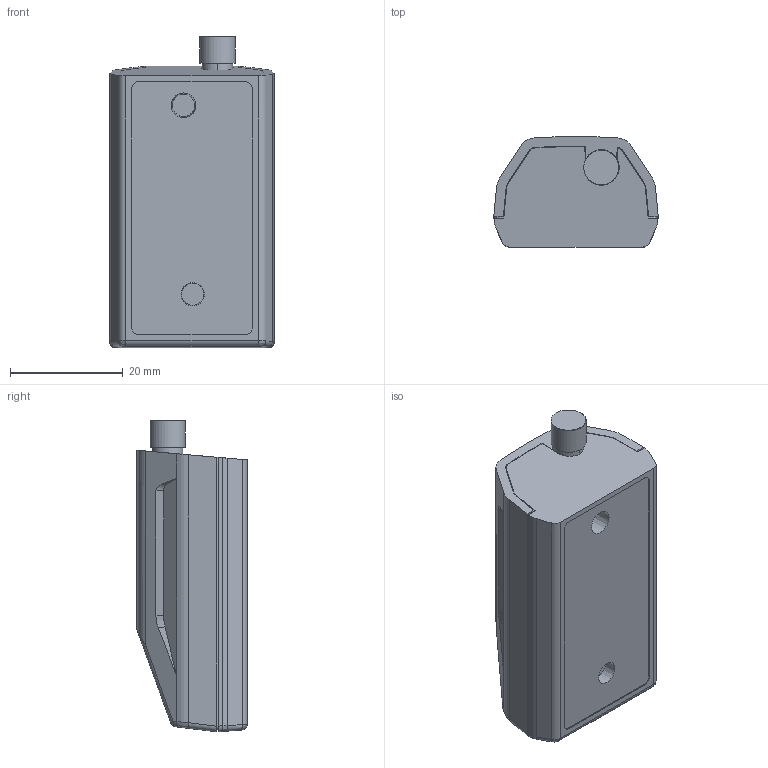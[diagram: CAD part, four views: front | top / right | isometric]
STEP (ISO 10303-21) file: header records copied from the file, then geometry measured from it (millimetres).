
FILE_DESCRIPTION(/* description */ (''),/* implementation_level */ '2;1');
FILE_NAME(/* name */ 'LoRa radio for customers.step',/* time_stamp */ '2019-09-09T14:23:10+03:00',/* author */ (''),/* organization */ (''),/* preprocessor_version */ 'ST-DEVELOPER v18',/* originating_system */ 'Autodesk Translation Framework v8.6.0.1094',/* authorisation */ '');
FILE_SCHEMA (('AUTOMOTIVE_DESIGN { 1 0 10303 214 3 1 1 }'));
Length unit declared in the file: millimetre
Products named in the file (1): LoRa radio for customers
Bounding box: 29.2 x 19.61 x 55.33 mm (x, y, z)
Volume: 22919.9 mm3; surface area: 5761.9 mm2
Topology: 1 solids, 1 shells, 187 faces, 496 edges, 323 vertices
Faces by surface type: plane 112, cylinder 53, bspline 14, cone 6, sphere 2
Full cylindrical faces by diameter (mm): 1.5 x3, 6.2 x1, 6.3 x1
Entity records: 6191 total; most frequent: CARTESIAN_POINT 1457, ORIENTED_EDGE 992, DIRECTION 971, EDGE_CURVE 496, LINE 345, VECTOR 345, VERTEX_POINT 323, AXIS2_PLACEMENT_3D 313
